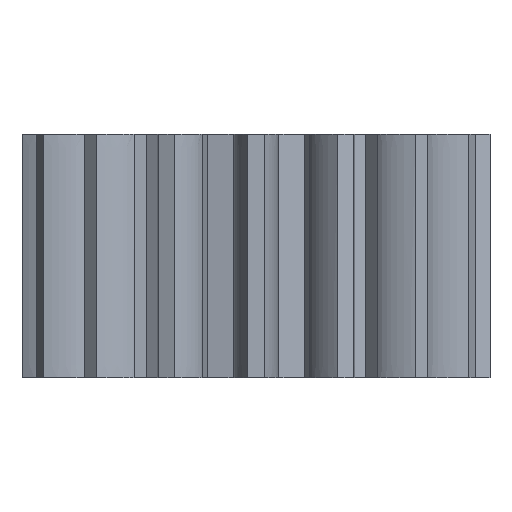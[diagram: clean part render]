
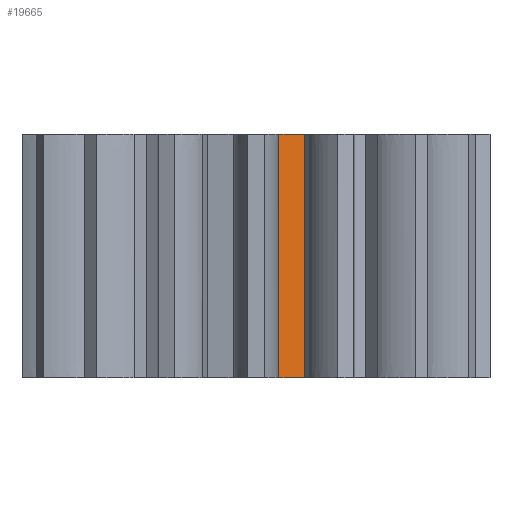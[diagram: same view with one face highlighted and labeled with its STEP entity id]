
A CAD part, front view. The second image highlights one B-rep face of the part: STEP entity #19665.
In plain terms, the highlighted face is a extrusion surface.
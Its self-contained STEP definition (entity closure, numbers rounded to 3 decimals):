
#93 = PLANE('',#94);
#94 = AXIS2_PLACEMENT_3D('',#95,#96,#97);
#95 = CARTESIAN_POINT('',(0.,0.,9.375)
  );
#96 = DIRECTION('',(0.,0.,1.));
#97 = DIRECTION('',(1.,0.,0.));
#168 = PLANE('',#169);
#169 = AXIS2_PLACEMENT_3D('',#170,#171,#172);
#170 = CARTESIAN_POINT('',(0.,0.,0.));
#171 = DIRECTION('',(0.,0.,1.));
#172 = DIRECTION('',(1.,0.,0.));
#3873 = VERTEX_POINT('',#3874);
#3874 = CARTESIAN_POINT('',(0.762,-6.707,0.));
#3886 = SURFACE_OF_LINEAR_EXTRUSION('',#3887,#3890);
#3887 = B_SPLINE_CURVE_WITH_KNOTS('',1,(#3888,#3889),.UNSPECIFIED.,.F.,
  .F.,(2,2),(0.,0.768),.PIECEWISE_BEZIER_KNOTS.);
#3888 = CARTESIAN_POINT('',(0.848,-7.47,0.));
#3889 = CARTESIAN_POINT('',(0.762,-6.707,0.));
#3890 = VECTOR('',#3891,1.);
#3891 = DIRECTION('',(-0.,-0.,-1.));
#3899 = EDGE_CURVE('',#3873,#3900,#3902,.T.);
#3900 = VERTEX_POINT('',#3901);
#3901 = CARTESIAN_POINT('',(1.863,-6.488,0.));
#3902 = SURFACE_CURVE('',#3903,(#3906,#3912),.PCURVE_S1.);
#3903 = B_SPLINE_CURVE_WITH_KNOTS('',1,(#3904,#3905),.UNSPECIFIED.,.F.,
  .F.,(2,2),(0.,1.123),.PIECEWISE_BEZIER_KNOTS.);
#3904 = CARTESIAN_POINT('',(0.762,-6.707,0.));
#3905 = CARTESIAN_POINT('',(1.863,-6.488,0.));
#3906 = PCURVE('',#168,#3907);
#3907 = DEFINITIONAL_REPRESENTATION('',(#3908),#3911);
#3908 = B_SPLINE_CURVE_WITH_KNOTS('',1,(#3909,#3910),.UNSPECIFIED.,.F.,
  .F.,(2,2),(0.,1.123),.PIECEWISE_BEZIER_KNOTS.);
#3909 = CARTESIAN_POINT('',(0.762,-6.707));
#3910 = CARTESIAN_POINT('',(1.863,-6.488));
#3911 = ( GEOMETRIC_REPRESENTATION_CONTEXT(2) 
PARAMETRIC_REPRESENTATION_CONTEXT() REPRESENTATION_CONTEXT('2D SPACE',''
  ) );
#3912 = PCURVE('',#3913,#3919);
#3913 = SURFACE_OF_LINEAR_EXTRUSION('',#3914,#3917);
#3914 = B_SPLINE_CURVE_WITH_KNOTS('',1,(#3915,#3916),.UNSPECIFIED.,.F.,
  .F.,(2,2),(0.,1.123),.PIECEWISE_BEZIER_KNOTS.);
#3915 = CARTESIAN_POINT('',(0.762,-6.707,0.));
#3916 = CARTESIAN_POINT('',(1.863,-6.488,0.));
#3917 = VECTOR('',#3918,1.);
#3918 = DIRECTION('',(-0.,-0.,-1.));
#3919 = DEFINITIONAL_REPRESENTATION('',(#3920),#3924);
#3920 = LINE('',#3921,#3922);
#3921 = CARTESIAN_POINT('',(0.,0.));
#3922 = VECTOR('',#3923,1.);
#3923 = DIRECTION('',(1.,0.));
#3924 = ( GEOMETRIC_REPRESENTATION_CONTEXT(2) 
PARAMETRIC_REPRESENTATION_CONTEXT() REPRESENTATION_CONTEXT('2D SPACE',''
  ) );
#3940 = SURFACE_OF_LINEAR_EXTRUSION('',#3941,#3944);
#3941 = B_SPLINE_CURVE_WITH_KNOTS('',1,(#3942,#3943),.UNSPECIFIED.,.F.,
  .F.,(2,2),(0.,0.768),.PIECEWISE_BEZIER_KNOTS.);
#3942 = CARTESIAN_POINT('',(1.863,-6.488,0.));
#3943 = CARTESIAN_POINT('',(2.075,-7.226,0.));
#3944 = VECTOR('',#3945,1.);
#3945 = DIRECTION('',(-0.,-0.,-1.));
#7307 = VERTEX_POINT('',#7308);
#7308 = CARTESIAN_POINT('',(0.762,-6.707,9.375));
#7327 = EDGE_CURVE('',#7307,#7328,#7330,.T.);
#7328 = VERTEX_POINT('',#7329);
#7329 = CARTESIAN_POINT('',(1.863,-6.488,9.375));
#7330 = SURFACE_CURVE('',#7331,(#7334,#7340),.PCURVE_S1.);
#7331 = B_SPLINE_CURVE_WITH_KNOTS('',1,(#7332,#7333),.UNSPECIFIED.,.F.,
  .F.,(2,2),(0.,1.123),.PIECEWISE_BEZIER_KNOTS.);
#7332 = CARTESIAN_POINT('',(0.762,-6.707,9.375));
#7333 = CARTESIAN_POINT('',(1.863,-6.488,9.375));
#7334 = PCURVE('',#93,#7335);
#7335 = DEFINITIONAL_REPRESENTATION('',(#7336),#7339);
#7336 = B_SPLINE_CURVE_WITH_KNOTS('',1,(#7337,#7338),.UNSPECIFIED.,.F.,
  .F.,(2,2),(0.,1.123),.PIECEWISE_BEZIER_KNOTS.);
#7337 = CARTESIAN_POINT('',(0.762,-6.707));
#7338 = CARTESIAN_POINT('',(1.863,-6.488));
#7339 = ( GEOMETRIC_REPRESENTATION_CONTEXT(2) 
PARAMETRIC_REPRESENTATION_CONTEXT() REPRESENTATION_CONTEXT('2D SPACE',''
  ) );
#7340 = PCURVE('',#3913,#7341);
#7341 = DEFINITIONAL_REPRESENTATION('',(#7342),#7346);
#7342 = LINE('',#7343,#7344);
#7343 = CARTESIAN_POINT('',(0.,-9.375));
#7344 = VECTOR('',#7345,1.);
#7345 = DIRECTION('',(1.,0.));
#7346 = ( GEOMETRIC_REPRESENTATION_CONTEXT(2) 
PARAMETRIC_REPRESENTATION_CONTEXT() REPRESENTATION_CONTEXT('2D SPACE',''
  ) );
#19615 = EDGE_CURVE('',#3900,#7328,#19616,.T.);
#19616 = SURFACE_CURVE('',#19617,(#19621,#19628),.PCURVE_S1.);
#19617 = LINE('',#19618,#19619);
#19618 = CARTESIAN_POINT('',(1.863,-6.488,0.));
#19619 = VECTOR('',#19620,1.);
#19620 = DIRECTION('',(0.,0.,1.));
#19621 = PCURVE('',#3940,#19622);
#19622 = DEFINITIONAL_REPRESENTATION('',(#19623),#19627);
#19623 = LINE('',#19624,#19625);
#19624 = CARTESIAN_POINT('',(0.,0.));
#19625 = VECTOR('',#19626,1.);
#19626 = DIRECTION('',(0.,-1.));
#19627 = ( GEOMETRIC_REPRESENTATION_CONTEXT(2) 
PARAMETRIC_REPRESENTATION_CONTEXT() REPRESENTATION_CONTEXT('2D SPACE',''
  ) );
#19628 = PCURVE('',#3913,#19629);
#19629 = DEFINITIONAL_REPRESENTATION('',(#19630),#19634);
#19630 = LINE('',#19631,#19632);
#19631 = CARTESIAN_POINT('',(1.123,0.));
#19632 = VECTOR('',#19633,1.);
#19633 = DIRECTION('',(0.,-1.));
#19634 = ( GEOMETRIC_REPRESENTATION_CONTEXT(2) 
PARAMETRIC_REPRESENTATION_CONTEXT() REPRESENTATION_CONTEXT('2D SPACE',''
  ) );
#19665 = ADVANCED_FACE('',(#19666),#3913,.F.);
#19666 = FACE_BOUND('',#19667,.F.);
#19667 = EDGE_LOOP('',(#19668,#19689,#19690,#19691));
#19668 = ORIENTED_EDGE('',*,*,#19669,.T.);
#19669 = EDGE_CURVE('',#3873,#7307,#19670,.T.);
#19670 = SURFACE_CURVE('',#19671,(#19675,#19682),.PCURVE_S1.);
#19671 = LINE('',#19672,#19673);
#19672 = CARTESIAN_POINT('',(0.762,-6.707,0.));
#19673 = VECTOR('',#19674,1.);
#19674 = DIRECTION('',(0.,0.,1.));
#19675 = PCURVE('',#3913,#19676);
#19676 = DEFINITIONAL_REPRESENTATION('',(#19677),#19681);
#19677 = LINE('',#19678,#19679);
#19678 = CARTESIAN_POINT('',(0.,0.));
#19679 = VECTOR('',#19680,1.);
#19680 = DIRECTION('',(0.,-1.));
#19681 = ( GEOMETRIC_REPRESENTATION_CONTEXT(2) 
PARAMETRIC_REPRESENTATION_CONTEXT() REPRESENTATION_CONTEXT('2D SPACE',''
  ) );
#19682 = PCURVE('',#3886,#19683);
#19683 = DEFINITIONAL_REPRESENTATION('',(#19684),#19688);
#19684 = LINE('',#19685,#19686);
#19685 = CARTESIAN_POINT('',(0.768,0.));
#19686 = VECTOR('',#19687,1.);
#19687 = DIRECTION('',(0.,-1.));
#19688 = ( GEOMETRIC_REPRESENTATION_CONTEXT(2) 
PARAMETRIC_REPRESENTATION_CONTEXT() REPRESENTATION_CONTEXT('2D SPACE',''
  ) );
#19689 = ORIENTED_EDGE('',*,*,#7327,.T.);
#19690 = ORIENTED_EDGE('',*,*,#19615,.F.);
#19691 = ORIENTED_EDGE('',*,*,#3899,.F.);
